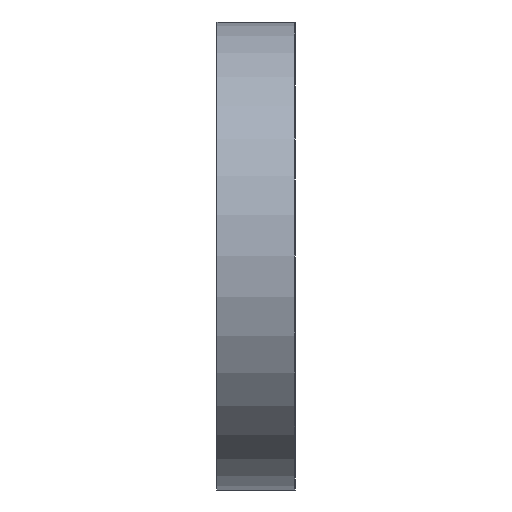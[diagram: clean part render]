
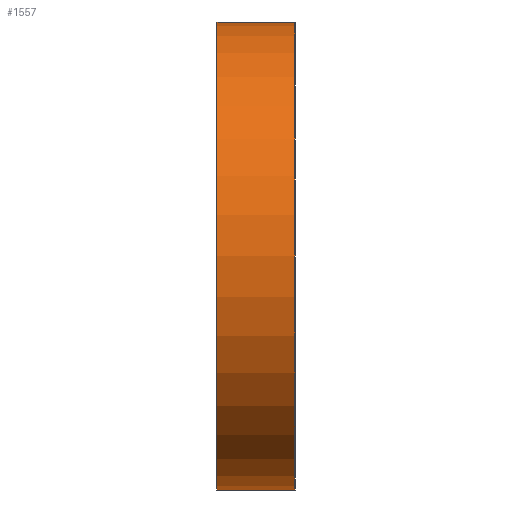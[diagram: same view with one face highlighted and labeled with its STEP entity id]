
A CAD part, left-side view. The second image highlights one B-rep face of the part: STEP entity #1557.
In plain terms, the highlighted cylindrical face has radius 38.1 mm (diameter 76.2 mm), a partial arc.
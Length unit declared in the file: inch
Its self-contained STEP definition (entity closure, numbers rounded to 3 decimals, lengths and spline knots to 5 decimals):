
#1031 = CARTESIAN_POINT ( 'NONE',  ( -6.92506, 0.5, 0. ) ) ;
#1557 = ADVANCED_FACE ( 'NONE', ( #1959 ), #5116, .T. ) ;
#1867 = ORIENTED_EDGE ( 'NONE', *, *, #15056, .F. ) ;
#1929 = DIRECTION ( 'NONE',  ( 0., -1., 0. ) ) ;
#1959 = FACE_OUTER_BOUND ( 'NONE', #9873, .T. ) ;
#2278 = DIRECTION ( 'NONE',  ( 0., 0., -1. ) ) ;
#2614 = DIRECTION ( 'NONE',  ( 0., 0., 1. ) ) ;
#2790 = ORIENTED_EDGE ( 'NONE', *, *, #13421, .T. ) ;
#2930 = CIRCLE ( 'NONE', #12372, 1.5 ) ;
#3966 = CARTESIAN_POINT ( 'NONE',  ( -6.92506, 0.5, -1.5 ) ) ;
#4360 = EDGE_CURVE ( 'NONE', #10136, #17254, #8010, .T. ) ;
#4436 = CARTESIAN_POINT ( 'NONE',  ( -6.92506, 0., 0. ) ) ;
#5116 = CYLINDRICAL_SURFACE ( 'NONE', #10319, 1.5 ) ;
#5484 = DIRECTION ( 'NONE',  ( 0., -1., 0. ) ) ;
#6018 = DIRECTION ( 'NONE',  ( 0., 0., 1. ) ) ;
#6282 = CARTESIAN_POINT ( 'NONE',  ( -6.92506, 0.5, 1.5 ) ) ;
#7765 = VECTOR ( 'NONE', #1929, 39.37008 ) ;
#8010 = LINE ( 'NONE', #3966, #19905 ) ;
#8724 = CARTESIAN_POINT ( 'NONE',  ( -6.92506, 0., 1.5 ) ) ;
#8835 = CIRCLE ( 'NONE', #16504, 1.5 ) ;
#9863 = ORIENTED_EDGE ( 'NONE', *, *, #15617, .F. ) ;
#9873 = EDGE_LOOP ( 'NONE', ( #2790, #9863, #1867, #12391 ) ) ;
#10093 = CARTESIAN_POINT ( 'NONE',  ( -6.92506, 0.5, 0. ) ) ;
#10136 = VERTEX_POINT ( 'NONE', #10769 ) ;
#10319 = AXIS2_PLACEMENT_3D ( 'NONE', #10093, #5484, #2278 ) ;
#10769 = CARTESIAN_POINT ( 'NONE',  ( -6.92506, 0.5, -1.5 ) ) ;
#10778 = VERTEX_POINT ( 'NONE', #6282 ) ;
#10969 = CARTESIAN_POINT ( 'NONE',  ( -6.92506, 0., -1.5 ) ) ;
#11902 = LINE ( 'NONE', #17429, #7765 ) ;
#11918 = DIRECTION ( 'NONE',  ( 0., 1., 0. ) ) ;
#12372 = AXIS2_PLACEMENT_3D ( 'NONE', #1031, #11918, #2614 ) ;
#12391 = ORIENTED_EDGE ( 'NONE', *, *, #4360, .T. ) ;
#13356 = DIRECTION ( 'NONE',  ( 0., -1., 0. ) ) ;
#13421 = EDGE_CURVE ( 'NONE', #17254, #17475, #8835, .T. ) ;
#15056 = EDGE_CURVE ( 'NONE', #10136, #10778, #2930, .T. ) ;
#15319 = DIRECTION ( 'NONE',  ( 0., 1., 0. ) ) ;
#15617 = EDGE_CURVE ( 'NONE', #10778, #17475, #11902, .T. ) ;
#16504 = AXIS2_PLACEMENT_3D ( 'NONE', #4436, #15319, #6018 ) ;
#17254 = VERTEX_POINT ( 'NONE', #10969 ) ;
#17429 = CARTESIAN_POINT ( 'NONE',  ( -6.92506, 0.5, 1.5 ) ) ;
#17475 = VERTEX_POINT ( 'NONE', #8724 ) ;
#19905 = VECTOR ( 'NONE', #13356, 39.37008 ) ;
